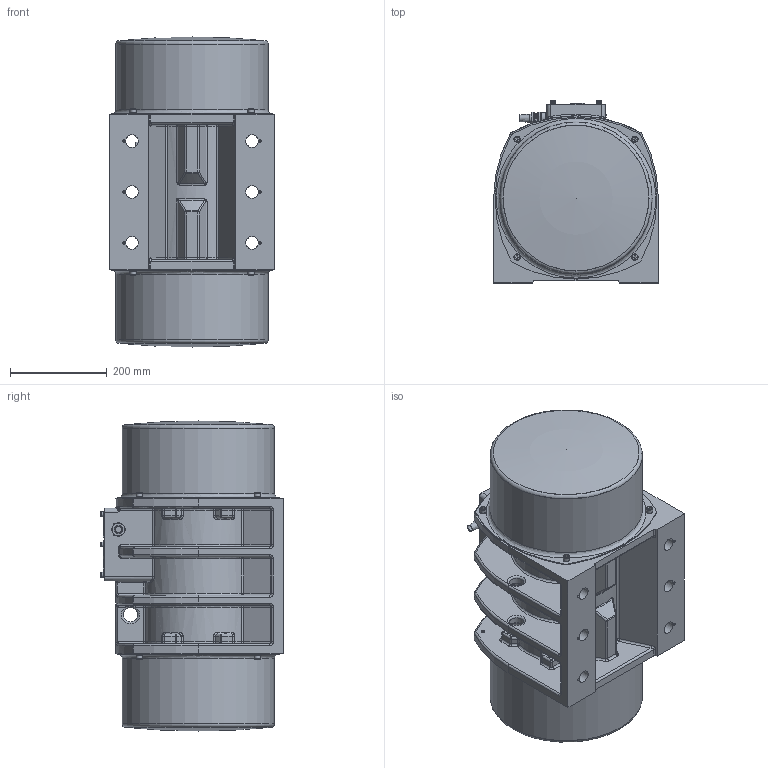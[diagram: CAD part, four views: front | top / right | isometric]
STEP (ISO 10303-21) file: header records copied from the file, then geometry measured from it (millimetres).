
FILE_DESCRIPTION((''),'2;1');
FILE_NAME('G50-500-6 nativ.stp','2010-03-03T09:25:48',('Doris'),(''),'Autodesk Inventor 2008','Autodesk Inventor 2008','');
FILE_SCHEMA(('AUTOMOTIVE_DESIGN { 1 0 10303 214 1 1 1 1 }'));
Length unit declared in the file: millimetre
Products named in the file (1): G50-500-6 nativ
Bounding box: 340 x 376.17 x 640 mm (x, y, z)
Volume: 10739308.1 mm3; surface area: 2147911.4 mm2
Topology: 1 solids, 17 shells, 1358 faces, 3168 edges, 1905 vertices
Faces by surface type: cylinder 453, plane 432, bspline 256, cone 88, torus 79, sphere 50
Full cylindrical faces by diameter (mm): 2.5 x6, 2.729 x2, 3 x4, 4.134 x1, 4.917 x8, 6 x6, 6.4 x6, 6.647 x8, 7 x6, 8 x8, 8.4 x8, 10 x20, 11 x6, 13 x16, 13.835 x12, 16.5 x1, 17 x2, 17.294 x2, 18 x1, 20 x2, 23.8 x3, 26 x6, 28 x2, 30 x5, 200 x1, 310 x2, 314 x2
Entity records: 55239 total; most frequent: CARTESIAN_POINT 25391, DIRECTION 5950, ORIENTED_EDGE 5534, EDGE_CURVE 2767, AXIS2_PLACEMENT_3D 2455, VERTEX_POINT 1790, EDGE_LOOP 1787, FACE_OUTER_BOUND 1358
